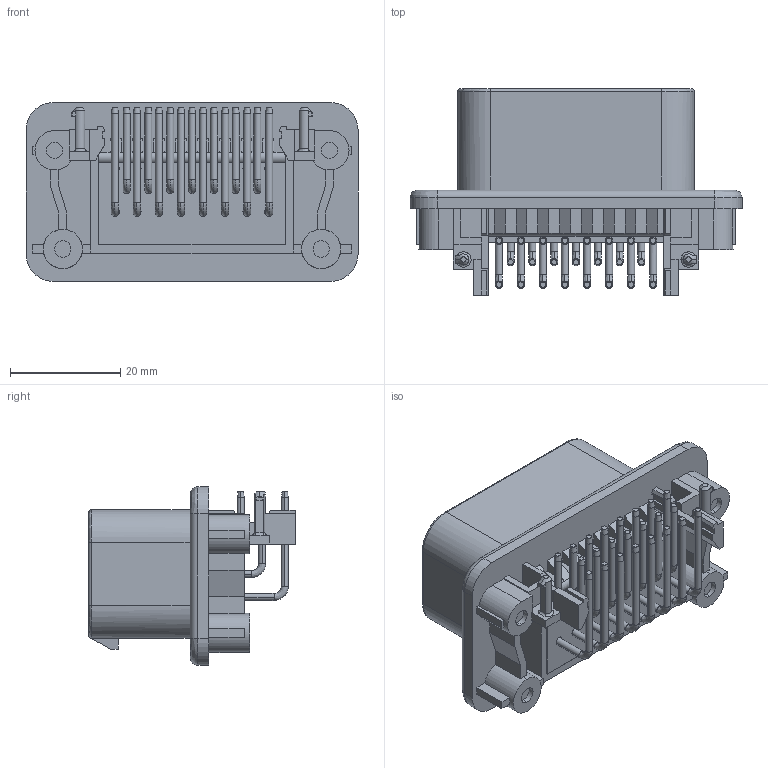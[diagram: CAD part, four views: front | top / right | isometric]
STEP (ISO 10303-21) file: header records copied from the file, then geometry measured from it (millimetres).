
FILE_DESCRIPTION( ('This file contains a STEP AP42 implementation' ,'as created by ZW3D STEP Interface translator.') ,'2;1' );
FILE_NAME( '74040-3MR023ABSMJAX(W).stp' ,'23 313.173736', (''), ('ZWCAD Software Co.'), 'Version 1.0', 'ZW3D to STEP translator', '' );
FILE_SCHEMA(('AUTOMOTIVE_DESIGN { 1 0 10303 214 1 1 1 1 }'));
Length unit declared in the file: millimetre
Products named in the file (4): 0; 1; L415-90; L255-90
Assembly tree (16 placements, depth 2):
  0
  1
    L415-90  x8
    L255-90  x8
Bounding box: 60.29 x 37.47 x 32.47 mm (x, y, z)
Volume: 14784.9 mm3; surface area: 16512.6 mm2
Topology: 17 solids, 21 shells, 2684 faces, 7656 edges, 4911 vertices
Faces by surface type: plane 1455, bspline 559, cylinder 546, cone 124
Full cylindrical faces by diameter (mm): 1.287 x16
Entity records: 77141 total; most frequent: CARTESIAN_POINT 31639, ORIENTED_EDGE 10084, DIRECTION 7758, EDGE_CURVE 5042, VERTEX_POINT 3315, VECTOR 2808, LINE 2808, AXIS2_PLACEMENT_3D 2475
